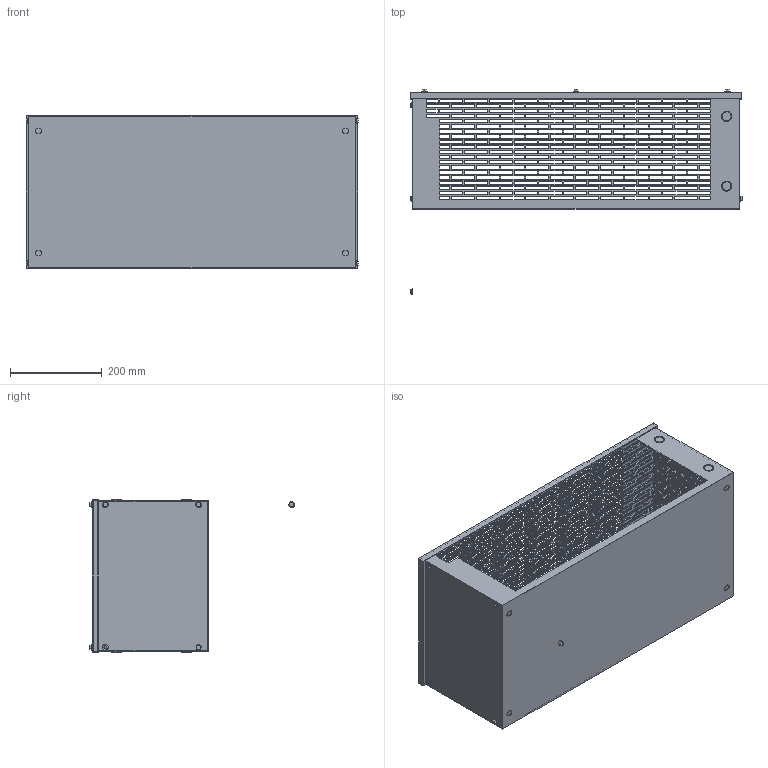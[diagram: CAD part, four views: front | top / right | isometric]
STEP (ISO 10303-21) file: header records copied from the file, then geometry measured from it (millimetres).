
FILE_DESCRIPTION (( 'STEP AP214' ), '1' );
FILE_NAME ('BR-N1-18K0W03P7.STEP', '2024-06-27T14:38:14', ( '' ), ( '' ), 'SwSTEP 2.0', 'SolidWorks 2021', '' );
FILE_SCHEMA (( 'AUTOMOTIVE_DESIGN' ));
Length unit declared in the file: inch
Products named in the file (1): BR-N1-18K0W03P7
Bounding box: 724.13 x 447.79 x 333.38 mm (x, y, z)
Volume: 1784545.9 mm3; surface area: 1633577.1 mm2
Topology: 29 solids, 29 shells, 3342 faces, 9864 edges, 6576 vertices
Faces by surface type: plane 3250, cylinder 92
Entity records: 112732 total; most frequent: CARTESIAN_POINT 19783, ORIENTED_EDGE 19728, DIRECTION 16734, EDGE_CURVE 9864, LINE 9680, VECTOR 9680, VERTEX_POINT 6576, EDGE_LOOP 4914
